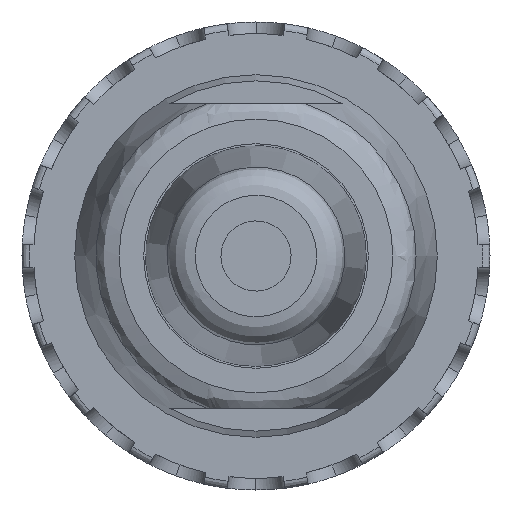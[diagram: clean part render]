
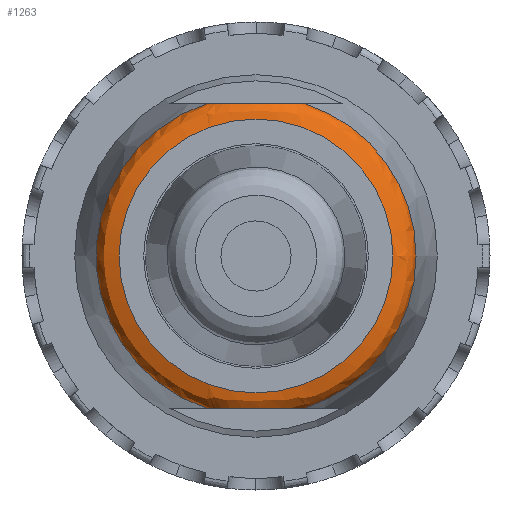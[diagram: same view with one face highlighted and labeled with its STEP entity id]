
A CAD part, front view. The second image highlights one B-rep face of the part: STEP entity #1263.
In plain terms, the highlighted free-form (B-spline) face has degree [2, 2] with [7, 3] control points.
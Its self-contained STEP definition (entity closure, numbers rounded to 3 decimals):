
#493=(
BOUNDED_SURFACE()
B_SPLINE_SURFACE(2,2,((#4971,#4972,#4973),(#4974,#4975,#4976),(#4977,#4978,
#4979),(#4980,#4981,#4982),(#4983,#4984,#4985),(#4986,#4987,#4988),(#4989,
#4990,#4991)),.UNSPECIFIED.,.T.,.F.,.F.)
B_SPLINE_SURFACE_WITH_KNOTS((1,2,2,2,2,1),(3,3),(-0.333,0.,
0.333,0.667,1.,1.333),(0.,1.),
 .UNSPECIFIED.)
GEOMETRIC_REPRESENTATION_ITEM()
RATIONAL_B_SPLINE_SURFACE(((1.,0.766,1.),(0.5,0.383,
0.5),(1.,0.766,1.),(0.5,0.383,0.5),(1.,0.766,
1.),(0.5,0.383,0.5),(1.,0.766,1.)))
REPRESENTATION_ITEM('')
SURFACE()
);
#526=B_SPLINE_CURVE_WITH_KNOTS('',3,(#4942,#4943,#4944,#4945,#4946,#4947,
#4948,#4949,#4950,#4951,#4952,#4953,#4954,#4955),.UNSPECIFIED.,.F.,.F.,
(4,2,2,2,2,2,4),(0.,0.125,0.25,0.5,0.75,0.875,
1.),.UNSPECIFIED.);
#527=B_SPLINE_CURVE_WITH_KNOTS('',3,(#4957,#4958,#4959,#4960,#4961,#4962,
#4963,#4964,#4965,#4966,#4967,#4968,#4969,#4970),.UNSPECIFIED.,.F.,.F.,
(4,2,2,2,2,2,4),(0.,0.125,0.25,0.5,
0.75,0.875,1.),.UNSPECIFIED.);
#1263=ADVANCED_FACE('',(#1539,#1540),#493,.T.);
#1539=FACE_BOUND('',#1671,.T.);
#1540=FACE_BOUND('',#1672,.T.);
#1671=EDGE_LOOP('',(#1953));
#1672=EDGE_LOOP('',(#1954,#1955,#1956,#1957,#1958));
#1953=ORIENTED_EDGE('',*,*,#3183,.T.);
#1954=ORIENTED_EDGE('',*,*,#3198,.T.);
#1955=ORIENTED_EDGE('',*,*,#3196,.F.);
#1956=ORIENTED_EDGE('',*,*,#3195,.F.);
#1957=ORIENTED_EDGE('',*,*,#3199,.T.);
#1958=ORIENTED_EDGE('',*,*,#3192,.F.);
#2854=VERTEX_POINT('',#4901);
#2862=VERTEX_POINT('',#4924);
#2863=VERTEX_POINT('',#4926);
#2864=VERTEX_POINT('',#4933);
#2865=VERTEX_POINT('',#4935);
#2866=VERTEX_POINT('',#4937);
#3183=EDGE_CURVE('',#2854,#2854,#3645,.T.);
#3192=EDGE_CURVE('',#2862,#2863,#3651,.T.);
#3195=EDGE_CURVE('',#2864,#2865,#3652,.T.);
#3196=EDGE_CURVE('',#2865,#2866,#3653,.T.);
#3198=EDGE_CURVE('',#2862,#2866,#526,.T.);
#3199=EDGE_CURVE('',#2864,#2863,#527,.T.);
#3645=CIRCLE('',#3789,5.853);
#3651=CIRCLE('',#3800,6.838);
#3652=CIRCLE('',#3801,6.838);
#3653=CIRCLE('',#3802,6.838);
#3789=AXIS2_PLACEMENT_3D('',#4900,#4102,#4103);
#3800=AXIS2_PLACEMENT_3D('',#4925,#4126,#4127);
#3801=AXIS2_PLACEMENT_3D('',#4934,#4128,#4129);
#3802=AXIS2_PLACEMENT_3D('',#4936,#4130,#4131);
#4102=DIRECTION('',(0.,1.,0.));
#4103=DIRECTION('',(1.,0.,0.));
#4126=DIRECTION('',(0.,1.,0.));
#4127=DIRECTION('',(-0.31,0.,-0.951));
#4128=DIRECTION('',(0.,1.,0.));
#4129=DIRECTION('',(0.31,0.,0.951));
#4130=DIRECTION('',(0.,1.,0.));
#4131=DIRECTION('',(1.,0.,0.));
#4900=CARTESIAN_POINT('',(21.873,-55.865,-0.037));
#4901=CARTESIAN_POINT('',(27.726,-55.865,-0.037));
#4924=CARTESIAN_POINT('',(19.75,-55.039,-6.537));
#4925=CARTESIAN_POINT('',(21.873,-55.039,-0.037));
#4926=CARTESIAN_POINT('',(19.75,-55.039,6.463));
#4933=CARTESIAN_POINT('',(23.995,-55.039,6.463));
#4934=CARTESIAN_POINT('',(21.873,-55.039,-0.037));
#4935=CARTESIAN_POINT('',(28.71,-55.039,-0.037));
#4936=CARTESIAN_POINT('',(21.873,-55.039,-0.037));
#4937=CARTESIAN_POINT('',(23.995,-55.039,-6.537));
#4942=CARTESIAN_POINT('',(19.75,-55.039,-6.537));
#4943=CARTESIAN_POINT('',(19.831,-55.182,-6.537));
#4944=CARTESIAN_POINT('',(20.039,-55.31,-6.537));
#4945=CARTESIAN_POINT('',(20.348,-55.44,-6.537));
#4946=CARTESIAN_POINT('',(20.551,-55.496,-6.537));
#4947=CARTESIAN_POINT('',(21.115,-55.604,-6.537));
#4948=CARTESIAN_POINT('',(21.53,-55.629,-6.537));
#4949=CARTESIAN_POINT('',(22.253,-55.627,-6.537));
#4950=CARTESIAN_POINT('',(22.602,-55.609,-6.537));
#4951=CARTESIAN_POINT('',(23.202,-55.495,-6.537));
#4952=CARTESIAN_POINT('',(23.33,-55.466,-6.537));
#4953=CARTESIAN_POINT('',(23.733,-55.301,-6.537));
#4954=CARTESIAN_POINT('',(23.912,-55.185,-6.537));
#4955=CARTESIAN_POINT('',(23.995,-55.039,-6.537));
#4957=CARTESIAN_POINT('',(23.995,-55.039,6.463));
#4958=CARTESIAN_POINT('',(23.913,-55.183,6.463));
#4959=CARTESIAN_POINT('',(23.707,-55.309,6.463));
#4960=CARTESIAN_POINT('',(23.397,-55.44,6.463));
#4961=CARTESIAN_POINT('',(23.197,-55.495,6.463));
#4962=CARTESIAN_POINT('',(22.633,-55.604,6.463));
#4963=CARTESIAN_POINT('',(22.222,-55.628,6.463));
#4964=CARTESIAN_POINT('',(21.497,-55.627,6.463));
#4965=CARTESIAN_POINT('',(21.152,-55.611,6.463));
#4966=CARTESIAN_POINT('',(20.543,-55.495,6.463));
#4967=CARTESIAN_POINT('',(20.418,-55.467,6.463));
#4968=CARTESIAN_POINT('',(20.011,-55.3,6.463));
#4969=CARTESIAN_POINT('',(19.833,-55.185,6.463));
#4970=CARTESIAN_POINT('',(19.75,-55.039,6.463));
#4971=CARTESIAN_POINT('',(27.726,-55.865,-0.037));
#4972=CARTESIAN_POINT('',(28.565,-55.865,-0.037));
#4973=CARTESIAN_POINT('',(28.71,-55.039,-0.037));
#4974=CARTESIAN_POINT('',(27.726,-55.865,-10.174));
#4975=CARTESIAN_POINT('',(28.565,-55.865,-11.628));
#4976=CARTESIAN_POINT('',(28.71,-55.039,-11.88));
#4977=CARTESIAN_POINT('',(18.946,-55.865,-5.105));
#4978=CARTESIAN_POINT('',(18.527,-55.865,-5.832));
#4979=CARTESIAN_POINT('',(18.454,-55.039,-5.958));
#4980=CARTESIAN_POINT('',(10.167,-55.865,-0.037));
#4981=CARTESIAN_POINT('',(8.489,-55.865,-0.037));
#4982=CARTESIAN_POINT('',(8.197,-55.039,-0.037));
#4983=CARTESIAN_POINT('',(18.946,-55.865,5.032));
#4984=CARTESIAN_POINT('',(18.527,-55.865,5.759));
#4985=CARTESIAN_POINT('',(18.454,-55.039,5.885));
#4986=CARTESIAN_POINT('',(27.726,-55.865,10.101));
#4987=CARTESIAN_POINT('',(28.565,-55.865,11.554));
#4988=CARTESIAN_POINT('',(28.71,-55.039,11.807));
#4989=CARTESIAN_POINT('',(27.726,-55.865,-0.037));
#4990=CARTESIAN_POINT('',(28.565,-55.865,-0.037));
#4991=CARTESIAN_POINT('',(28.71,-55.039,-0.037));
